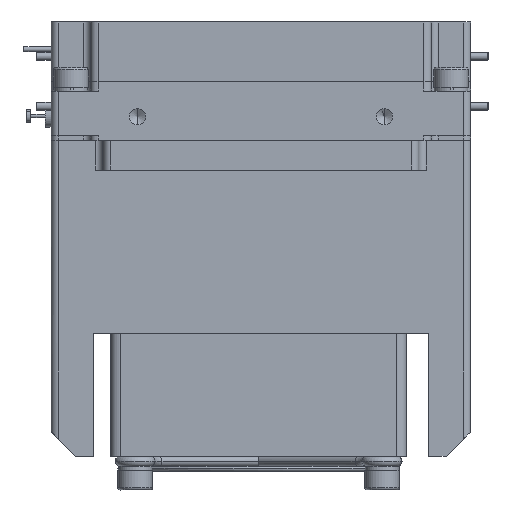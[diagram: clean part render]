
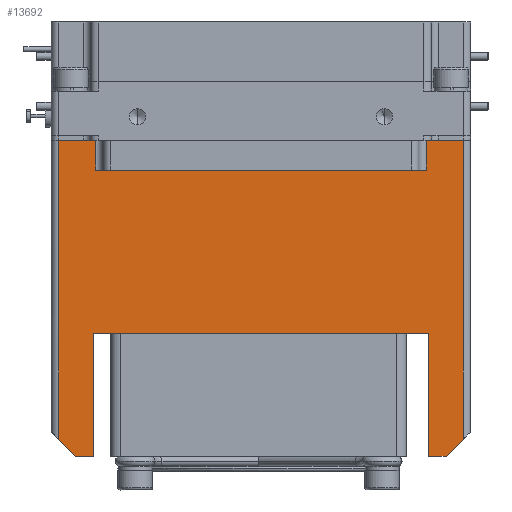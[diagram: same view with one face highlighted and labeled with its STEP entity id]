
A CAD part, front view. The second image highlights one B-rep face of the part: STEP entity #13692.
In plain terms, the highlighted planar face has unit normal (0, -1, 0).
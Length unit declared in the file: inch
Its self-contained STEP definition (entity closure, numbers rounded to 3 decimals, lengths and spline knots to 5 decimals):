
#401 = CARTESIAN_POINT ( 'NONE',  ( -3.07848, -4.38318, 1.05501 ) ) ;
#980 = VERTEX_POINT ( 'NONE', #68145 ) ;
#1767 = ORIENTED_EDGE ( 'NONE', *, *, #47081, .T. ) ;
#2784 = DIRECTION ( 'NONE',  ( -1., 0., 0. ) ) ;
#3712 = CARTESIAN_POINT ( 'NONE',  ( -4.41707, -4.38318, -0.24421 ) ) ;
#5532 = CARTESIAN_POINT ( 'NONE',  ( -3.07848, -4.38318, -1.22846 ) ) ;
#6080 = CARTESIAN_POINT ( 'NONE',  ( -1.46431, -4.38318, 1.29123 ) ) ;
#6172 = VERTEX_POINT ( 'NONE', #24870 ) ;
#6193 = VECTOR ( 'NONE', #10858, 39.37008 ) ;
#6433 = LINE ( 'NONE', #6080, #23011 ) ;
#6495 = VECTOR ( 'NONE', #32089, 39.37008 ) ;
#7177 = CARTESIAN_POINT ( 'NONE',  ( -1.75959, -4.38318, 1.29123 ) ) ;
#7252 = CARTESIAN_POINT ( 'NONE',  ( -4.69266, -4.38318, -1.09066 ) ) ;
#7609 = DIRECTION ( 'NONE',  ( -1., 0., 0. ) ) ;
#7876 = LINE ( 'NONE', #44983, #67663 ) ;
#7968 = CARTESIAN_POINT ( 'NONE',  ( -3.07848, -4.38318, 1.05501 ) ) ;
#8224 = LINE ( 'NONE', #13431, #14828 ) ;
#8478 = VECTOR ( 'NONE', #2784, 39.37008 ) ;
#9286 = ORIENTED_EDGE ( 'NONE', *, *, #46073, .T. ) ;
#10858 = DIRECTION ( 'NONE',  ( -1., 0., 0. ) ) ;
#10920 = EDGE_CURVE ( 'NONE', #48439, #57992, #62345, .T. ) ;
#10971 = CARTESIAN_POINT ( 'NONE',  ( -1.7399, -4.38318, -0.24421 ) ) ;
#11233 = CARTESIAN_POINT ( 'NONE',  ( -4.39738, -4.38318, 1.29123 ) ) ;
#12474 = LINE ( 'NONE', #7968, #40541 ) ;
#13077 = LINE ( 'NONE', #7177, #31595 ) ;
#13155 = ORIENTED_EDGE ( 'NONE', *, *, #47553, .T. ) ;
#13431 = CARTESIAN_POINT ( 'NONE',  ( -1.7399, -4.38318, -1.22846 ) ) ;
#13692 = ADVANCED_FACE ( 'NONE', ( #50416 ), #24124, .T. ) ;
#13975 = ORIENTED_EDGE ( 'NONE', *, *, #10920, .T. ) ;
#14319 = VERTEX_POINT ( 'NONE', #7252 ) ;
#14603 = LINE ( 'NONE', #51023, #8478 ) ;
#14828 = VECTOR ( 'NONE', #39085, 39.37008 ) ;
#15615 = CARTESIAN_POINT ( 'NONE',  ( -4.31864, -4.38318, 1.05501 ) ) ;
#15929 = LINE ( 'NONE', #5532, #32446 ) ;
#16019 = LINE ( 'NONE', #21585, #53591 ) ;
#18036 = EDGE_LOOP ( 'NONE', ( #13975, #9286, #64589, #18620, #34195, #64199, #38151, #1767, #13155, #41125, #65996, #57718, #42891, #37251, #19680, #66793 ) ) ;
#18525 = EDGE_CURVE ( 'NONE', #49935, #61720, #8224, .T. ) ;
#18620 = ORIENTED_EDGE ( 'NONE', *, *, #25317, .F. ) ;
#18983 = CARTESIAN_POINT ( 'NONE',  ( -1.75959, -4.38318, 1.05501 ) ) ;
#19242 = CARTESIAN_POINT ( 'NONE',  ( -1.46431, -4.38318, -1.09066 ) ) ;
#19660 = EDGE_CURVE ( 'NONE', #54027, #36746, #65657, .T. ) ;
#19680 = ORIENTED_EDGE ( 'NONE', *, *, #28161, .T. ) ;
#19776 = CARTESIAN_POINT ( 'NONE',  ( -4.69266, -4.38318, 1.29123 ) ) ;
#20439 = EDGE_CURVE ( 'NONE', #65093, #21675, #6433, .T. ) ;
#20953 = DIRECTION ( 'NONE',  ( 0., 0., 1. ) ) ;
#21585 = CARTESIAN_POINT ( 'NONE',  ( -4.55486, -4.38318, -1.22846 ) ) ;
#21675 = VERTEX_POINT ( 'NONE', #19242 ) ;
#21718 = CARTESIAN_POINT ( 'NONE',  ( -4.55486, -4.38318, -1.22846 ) ) ;
#21720 = DIRECTION ( 'NONE',  ( 0., 0., -1. ) ) ;
#22131 = EDGE_CURVE ( 'NONE', #53437, #6172, #12474, .T. ) ;
#22922 = VECTOR ( 'NONE', #32086, 39.37008 ) ;
#23011 = VECTOR ( 'NONE', #21720, 39.37008 ) ;
#24124 = PLANE ( 'NONE',  #25476 ) ;
#24643 = VECTOR ( 'NONE', #34625, 39.37008 ) ;
#24870 = CARTESIAN_POINT ( 'NONE',  ( -4.39738, -4.38318, 1.05501 ) ) ;
#25005 = LINE ( 'NONE', #19776, #32818 ) ;
#25317 = EDGE_CURVE ( 'NONE', #980, #61720, #33992, .T. ) ;
#25476 = AXIS2_PLACEMENT_3D ( 'NONE', #52474, #63240, #20953 ) ;
#25565 = VERTEX_POINT ( 'NONE', #18983 ) ;
#25701 = DIRECTION ( 'NONE',  ( 1., 0., 0. ) ) ;
#25790 = DIRECTION ( 'NONE',  ( -0.707, 0., 0.707 ) ) ;
#26456 = EDGE_CURVE ( 'NONE', #48439, #55646, #7876, .T. ) ;
#27032 = VERTEX_POINT ( 'NONE', #57216 ) ;
#28161 = EDGE_CURVE ( 'NONE', #64584, #55646, #15929, .T. ) ;
#28496 = CARTESIAN_POINT ( 'NONE',  ( -4.39738, -4.38318, 1.29123 ) ) ;
#30882 = EDGE_CURVE ( 'NONE', #980, #21675, #53912, .T. ) ;
#31595 = VECTOR ( 'NONE', #33902, 39.37008 ) ;
#32086 = DIRECTION ( 'NONE',  ( 0.707, 0., 0.707 ) ) ;
#32089 = DIRECTION ( 'NONE',  ( 0., 0., -1. ) ) ;
#32446 = VECTOR ( 'NONE', #25701, 39.37008 ) ;
#32533 = CARTESIAN_POINT ( 'NONE',  ( -4.41707, -4.38318, -0.24421 ) ) ;
#32767 = LINE ( 'NONE', #11233, #6495 ) ;
#32818 = VECTOR ( 'NONE', #43199, 39.37008 ) ;
#33902 = DIRECTION ( 'NONE',  ( 0., 0., -1. ) ) ;
#33992 = LINE ( 'NONE', #45073, #58580 ) ;
#34195 = ORIENTED_EDGE ( 'NONE', *, *, #30882, .T. ) ;
#34590 = DIRECTION ( 'NONE',  ( 0., 0., -1. ) ) ;
#34625 = DIRECTION ( 'NONE',  ( 1., 0., 0. ) ) ;
#34851 = LINE ( 'NONE', #401, #6193 ) ;
#36746 = VERTEX_POINT ( 'NONE', #28496 ) ;
#36903 = CARTESIAN_POINT ( 'NONE',  ( -4.41707, -4.38318, -0.24421 ) ) ;
#37251 = ORIENTED_EDGE ( 'NONE', *, *, #51323, .F. ) ;
#38151 = ORIENTED_EDGE ( 'NONE', *, *, #67651, .T. ) ;
#38247 = DIRECTION ( 'NONE',  ( 1., 0., 0. ) ) ;
#39039 = CARTESIAN_POINT ( 'NONE',  ( -1.75959, -4.38318, -0.24421 ) ) ;
#39085 = DIRECTION ( 'NONE',  ( 0., 0., -1. ) ) ;
#40541 = VECTOR ( 'NONE', #64515, 39.37008 ) ;
#41125 = ORIENTED_EDGE ( 'NONE', *, *, #22131, .T. ) ;
#41782 = LINE ( 'NONE', #36903, #42411 ) ;
#42411 = VECTOR ( 'NONE', #52534, 39.37008 ) ;
#42891 = ORIENTED_EDGE ( 'NONE', *, *, #56731, .T. ) ;
#43199 = DIRECTION ( 'NONE',  ( 0., 0., -1. ) ) ;
#44983 = CARTESIAN_POINT ( 'NONE',  ( -4.41707, -4.38318, -1.22846 ) ) ;
#45073 = CARTESIAN_POINT ( 'NONE',  ( -3.07848, -4.38318, -1.22846 ) ) ;
#46073 = EDGE_CURVE ( 'NONE', #57992, #49935, #41782, .T. ) ;
#47042 = CARTESIAN_POINT ( 'NONE',  ( -4.69266, -4.38318, 1.29123 ) ) ;
#47081 = EDGE_CURVE ( 'NONE', #27032, #25565, #13077, .T. ) ;
#47553 = EDGE_CURVE ( 'NONE', #25565, #53437, #34851, .T. ) ;
#48439 = VERTEX_POINT ( 'NONE', #32533 ) ;
#48613 = CARTESIAN_POINT ( 'NONE',  ( -1.46431, -4.38318, 1.29123 ) ) ;
#49316 = CARTESIAN_POINT ( 'NONE',  ( -3.07848, -4.38318, 1.29123 ) ) ;
#49935 = VERTEX_POINT ( 'NONE', #10971 ) ;
#50416 = FACE_OUTER_BOUND ( 'NONE', #18036, .T. ) ;
#51023 = CARTESIAN_POINT ( 'NONE',  ( -3.07848, -4.38318, 1.29123 ) ) ;
#51323 = EDGE_CURVE ( 'NONE', #64584, #14319, #16019, .T. ) ;
#52474 = CARTESIAN_POINT ( 'NONE',  ( -3.07848, -4.38318, 1.05501 ) ) ;
#52534 = DIRECTION ( 'NONE',  ( 1., 0., 0. ) ) ;
#53228 = CARTESIAN_POINT ( 'NONE',  ( -1.40526, -4.38318, -1.03161 ) ) ;
#53437 = VERTEX_POINT ( 'NONE', #15615 ) ;
#53591 = VECTOR ( 'NONE', #25790, 39.37008 ) ;
#53912 = LINE ( 'NONE', #53228, #22922 ) ;
#54027 = VERTEX_POINT ( 'NONE', #47042 ) ;
#54979 = VECTOR ( 'NONE', #38247, 39.37008 ) ;
#55646 = VERTEX_POINT ( 'NONE', #61632 ) ;
#56731 = EDGE_CURVE ( 'NONE', #54027, #14319, #25005, .T. ) ;
#57216 = CARTESIAN_POINT ( 'NONE',  ( -1.75959, -4.38318, 1.29123 ) ) ;
#57718 = ORIENTED_EDGE ( 'NONE', *, *, #19660, .F. ) ;
#57992 = VERTEX_POINT ( 'NONE', #39039 ) ;
#58580 = VECTOR ( 'NONE', #7609, 39.37008 ) ;
#61632 = CARTESIAN_POINT ( 'NONE',  ( -4.41707, -4.38318, -1.22846 ) ) ;
#61720 = VERTEX_POINT ( 'NONE', #62901 ) ;
#62345 = LINE ( 'NONE', #3712, #24643 ) ;
#62901 = CARTESIAN_POINT ( 'NONE',  ( -1.7399, -4.38318, -1.22846 ) ) ;
#63240 = DIRECTION ( 'NONE',  ( 0., -1., 0. ) ) ;
#64199 = ORIENTED_EDGE ( 'NONE', *, *, #20439, .F. ) ;
#64515 = DIRECTION ( 'NONE',  ( -1., 0., 0. ) ) ;
#64584 = VERTEX_POINT ( 'NONE', #21718 ) ;
#64589 = ORIENTED_EDGE ( 'NONE', *, *, #18525, .T. ) ;
#65093 = VERTEX_POINT ( 'NONE', #48613 ) ;
#65657 = LINE ( 'NONE', #49316, #54979 ) ;
#65996 = ORIENTED_EDGE ( 'NONE', *, *, #68694, .F. ) ;
#66793 = ORIENTED_EDGE ( 'NONE', *, *, #26456, .F. ) ;
#67651 = EDGE_CURVE ( 'NONE', #65093, #27032, #14603, .T. ) ;
#67663 = VECTOR ( 'NONE', #34590, 39.37008 ) ;
#68145 = CARTESIAN_POINT ( 'NONE',  ( -1.60211, -4.38318, -1.22846 ) ) ;
#68694 = EDGE_CURVE ( 'NONE', #36746, #6172, #32767, .T. ) ;
